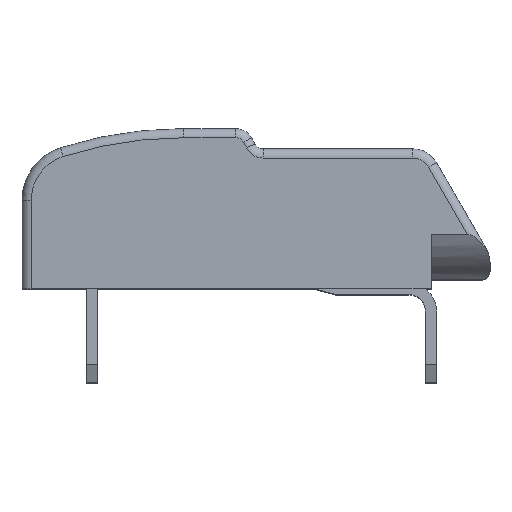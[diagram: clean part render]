
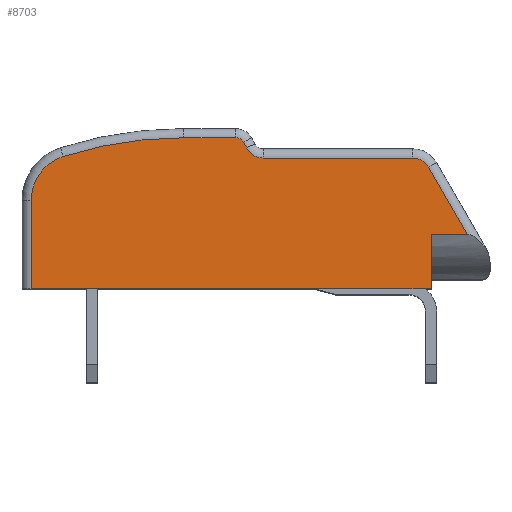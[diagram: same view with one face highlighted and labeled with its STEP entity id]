
A CAD part, top view. The second image highlights one B-rep face of the part: STEP entity #8703.
In plain terms, the highlighted planar face has unit normal (0, 0, 1).
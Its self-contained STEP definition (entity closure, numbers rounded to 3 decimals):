
#278=CIRCLE('',#9130,0.5);
#279=CIRCLE('',#9131,0.5);
#280=CIRCLE('',#9132,0.25);
#281=CIRCLE('',#9133,10.75);
#282=CIRCLE('',#9134,1.25);
#854=ORIENTED_EDGE('',*,*,#2702,.T.);
#855=ORIENTED_EDGE('',*,*,#2703,.T.);
#856=ORIENTED_EDGE('',*,*,#2704,.T.);
#857=ORIENTED_EDGE('',*,*,#2705,.T.);
#858=ORIENTED_EDGE('',*,*,#2706,.T.);
#859=ORIENTED_EDGE('',*,*,#2707,.T.);
#860=ORIENTED_EDGE('',*,*,#2708,.T.);
#861=ORIENTED_EDGE('',*,*,#2709,.T.);
#862=ORIENTED_EDGE('',*,*,#2710,.T.);
#863=ORIENTED_EDGE('',*,*,#2711,.T.);
#864=ORIENTED_EDGE('',*,*,#2712,.T.);
#865=ORIENTED_EDGE('',*,*,#2713,.T.);
#866=ORIENTED_EDGE('',*,*,#2714,.T.);
#2702=EDGE_CURVE('',#3610,#3611,#4173,.T.);
#2703=EDGE_CURVE('',#3611,#3612,#4174,.T.);
#2704=EDGE_CURVE('',#3612,#3613,#4175,.T.);
#2705=EDGE_CURVE('',#3613,#3614,#278,.T.);
#2706=EDGE_CURVE('',#3614,#3615,#4176,.T.);
#2707=EDGE_CURVE('',#3615,#3616,#279,.F.);
#2708=EDGE_CURVE('',#3616,#3617,#4177,.T.);
#2709=EDGE_CURVE('',#3617,#3618,#280,.T.);
#2710=EDGE_CURVE('',#3618,#3619,#4178,.T.);
#2711=EDGE_CURVE('',#3619,#3620,#281,.T.);
#2712=EDGE_CURVE('',#3620,#3621,#282,.T.);
#2713=EDGE_CURVE('',#3621,#3622,#4179,.T.);
#2714=EDGE_CURVE('',#3622,#3610,#4180,.T.);
#3610=VERTEX_POINT('',#12259);
#3611=VERTEX_POINT('',#12260);
#3612=VERTEX_POINT('',#12262);
#3613=VERTEX_POINT('',#12264);
#3614=VERTEX_POINT('',#12266);
#3615=VERTEX_POINT('',#12268);
#3616=VERTEX_POINT('',#12270);
#3617=VERTEX_POINT('',#12272);
#3618=VERTEX_POINT('',#12274);
#3619=VERTEX_POINT('',#12276);
#3620=VERTEX_POINT('',#12278);
#3621=VERTEX_POINT('',#12280);
#3622=VERTEX_POINT('',#12282);
#4173=LINE('',#12258,#4803);
#4174=LINE('',#12261,#4804);
#4175=LINE('',#12263,#4805);
#4176=LINE('',#12267,#4806);
#4177=LINE('',#12271,#4807);
#4178=LINE('',#12275,#4808);
#4179=LINE('',#12281,#4809);
#4180=LINE('',#12283,#4810);
#4803=VECTOR('',#10082,1000.);
#4804=VECTOR('',#10083,1000.);
#4805=VECTOR('',#10084,1000.);
#4806=VECTOR('',#10087,1000.);
#4807=VECTOR('',#10090,1000.);
#4808=VECTOR('',#10093,1000.);
#4809=VECTOR('',#10098,1000.);
#4810=VECTOR('',#10099,1000.);
#5305=EDGE_LOOP('',(#854,#855,#856,#857,#858,#859,#860,#861,#862,#863,#864,
#865,#866));
#5671=FACE_BOUND('',#5305,.T.);
#6005=PLANE('',#9129);
#8703=ADVANCED_FACE('',(#5671),#6005,.T.);
#9129=AXIS2_PLACEMENT_3D('',#12257,#10080,#10081);
#9130=AXIS2_PLACEMENT_3D('',#12265,#10085,#10086);
#9131=AXIS2_PLACEMENT_3D('',#12269,#10088,#10089);
#9132=AXIS2_PLACEMENT_3D('',#12273,#10091,#10092);
#9133=AXIS2_PLACEMENT_3D('',#12277,#10094,#10095);
#9134=AXIS2_PLACEMENT_3D('',#12279,#10096,#10097);
#10080=DIRECTION('',(0.,0.,1.));
#10081=DIRECTION('',(1.,0.,0.));
#10082=DIRECTION('',(0.,1.,0.));
#10083=DIRECTION('',(1.,0.,0.));
#10084=DIRECTION('',(-0.5,0.866,0.));
#10085=DIRECTION('',(0.,0.,1.));
#10086=DIRECTION('',(1.,0.,0.));
#10087=DIRECTION('',(-1.,0.,0.));
#10088=DIRECTION('',(0.,0.,1.));
#10089=DIRECTION('',(1.,0.,0.));
#10090=DIRECTION('',(-0.5,0.866,0.));
#10091=DIRECTION('',(0.,0.,1.));
#10092=DIRECTION('',(1.,0.,0.));
#10093=DIRECTION('',(-1.,0.,0.));
#10094=DIRECTION('',(0.,0.,1.));
#10095=DIRECTION('',(1.,0.,0.));
#10096=DIRECTION('',(0.,0.,1.));
#10097=DIRECTION('',(1.,0.,0.));
#10098=DIRECTION('',(0.,-1.,0.));
#10099=DIRECTION('',(1.,0.,0.));
#12257=CARTESIAN_POINT('',(-11.2,2.4,11.9));
#12258=CARTESIAN_POINT('',(-1.6,0.,11.9));
#12259=CARTESIAN_POINT('',(-1.6,0.,11.9));
#12260=CARTESIAN_POINT('',(-1.6,1.475,11.9));
#12261=CARTESIAN_POINT('',(-1.6,1.475,11.9));
#12262=CARTESIAN_POINT('',(-0.613,1.475,11.9));
#12263=CARTESIAN_POINT('',(-1.667,3.3,11.9));
#12264=CARTESIAN_POINT('',(-1.667,3.3,11.9));
#12265=CARTESIAN_POINT('',(-2.1,3.05,11.9));
#12266=CARTESIAN_POINT('',(-2.1,3.55,11.9));
#12267=CARTESIAN_POINT('',(-6.156,3.55,11.9));
#12268=CARTESIAN_POINT('',(-6.156,3.55,11.9));
#12269=CARTESIAN_POINT('',(-6.156,4.05,11.9));
#12270=CARTESIAN_POINT('',(-6.6,3.819,11.9));
#12271=CARTESIAN_POINT('',(-6.689,3.975,11.9));
#12272=CARTESIAN_POINT('',(-6.689,3.975,11.9));
#12273=CARTESIAN_POINT('',(-6.906,3.85,11.9));
#12274=CARTESIAN_POINT('',(-6.906,4.1,11.9));
#12275=CARTESIAN_POINT('',(-8.311,4.1,11.9));
#12276=CARTESIAN_POINT('',(-8.311,4.1,11.9));
#12277=CARTESIAN_POINT('',(-8.311,-6.65,11.9));
#12278=CARTESIAN_POINT('',(-11.58,3.591,11.9));
#12279=CARTESIAN_POINT('',(-11.2,2.4,11.9));
#12280=CARTESIAN_POINT('',(-12.45,2.4,11.9));
#12281=CARTESIAN_POINT('',(-12.45,0.,11.9));
#12282=CARTESIAN_POINT('',(-12.45,0.,11.9));
#12283=CARTESIAN_POINT('',(-12.7,0.,11.9));
